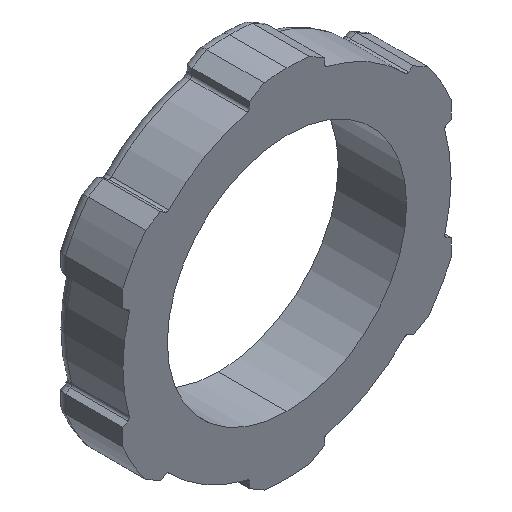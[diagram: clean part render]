
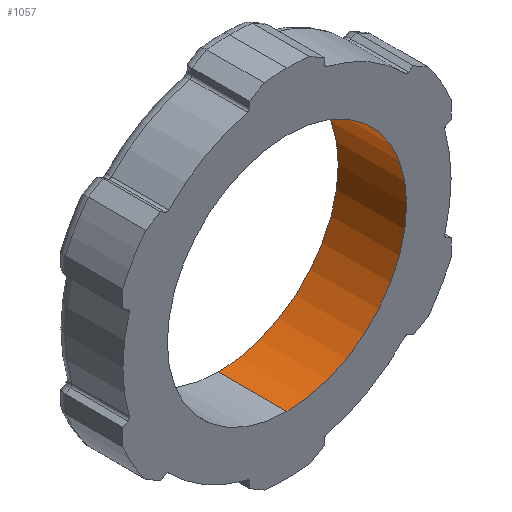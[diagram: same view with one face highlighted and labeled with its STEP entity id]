
A CAD part, isometric view. The second image highlights one B-rep face of the part: STEP entity #1057.
In plain terms, the highlighted cylindrical face has radius 8.75 mm (diameter 17.5 mm), a partial arc.
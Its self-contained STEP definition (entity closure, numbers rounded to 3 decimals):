
#11 = EDGE_CURVE ( 'NONE', #134, #2687, #2008, .T. ) ;
#134 = VERTEX_POINT ( 'NONE', #359 ) ;
#178 = CARTESIAN_POINT ( 'NONE',  ( 0., 0., -8.75 ) ) ;
#184 = DIRECTION ( 'NONE',  ( 0., 0., 1. ) ) ;
#265 = ORIENTED_EDGE ( 'NONE', *, *, #3017, .T. ) ;
#359 = CARTESIAN_POINT ( 'NONE',  ( 0., 0., 8.75 ) ) ;
#409 = DIRECTION ( 'NONE',  ( 0., 1., 0. ) ) ;
#436 = CARTESIAN_POINT ( 'NONE',  ( 0., 5., 8.75 ) ) ;
#451 = DIRECTION ( 'NONE',  ( 0., 1., 0. ) ) ;
#490 = AXIS2_PLACEMENT_3D ( 'NONE', #2914, #2942, #3130 ) ;
#607 = FACE_OUTER_BOUND ( 'NONE', #2174, .T. ) ;
#850 = CIRCLE ( 'NONE', #2421, 8.75 ) ;
#864 = CARTESIAN_POINT ( 'NONE',  ( 0., 5., 0. ) ) ;
#895 = ORIENTED_EDGE ( 'NONE', *, *, #11, .F. ) ;
#905 = EDGE_CURVE ( 'NONE', #134, #1142, #2447, .T. ) ;
#1045 = CARTESIAN_POINT ( 'NONE',  ( 0., 5., 8.75 ) ) ;
#1057 = ADVANCED_FACE ( 'NONE', ( #607 ), #3285, .F. ) ;
#1142 = VERTEX_POINT ( 'NONE', #436 ) ;
#1333 = VECTOR ( 'NONE', #1504, 1000. ) ;
#1427 = LINE ( 'NONE', #2802, #2937 ) ;
#1504 = DIRECTION ( 'NONE',  ( 0., 1., 0. ) ) ;
#1812 = DIRECTION ( 'NONE',  ( 0., 1., 0. ) ) ;
#2008 = CIRCLE ( 'NONE', #490, 8.75 ) ;
#2102 = AXIS2_PLACEMENT_3D ( 'NONE', #3000, #451, #184 ) ;
#2174 = EDGE_LOOP ( 'NONE', ( #2825, #895, #2702, #265 ) ) ;
#2257 = CARTESIAN_POINT ( 'NONE',  ( 0., 5., -8.75 ) ) ;
#2329 = EDGE_CURVE ( 'NONE', #2687, #2528, #1427, .T. ) ;
#2421 = AXIS2_PLACEMENT_3D ( 'NONE', #864, #409, #3055 ) ;
#2447 = LINE ( 'NONE', #1045, #1333 ) ;
#2528 = VERTEX_POINT ( 'NONE', #2257 ) ;
#2687 = VERTEX_POINT ( 'NONE', #178 ) ;
#2702 = ORIENTED_EDGE ( 'NONE', *, *, #905, .T. ) ;
#2802 = CARTESIAN_POINT ( 'NONE',  ( 0., 5., -8.75 ) ) ;
#2825 = ORIENTED_EDGE ( 'NONE', *, *, #2329, .F. ) ;
#2914 = CARTESIAN_POINT ( 'NONE',  ( 0., 0., 0. ) ) ;
#2937 = VECTOR ( 'NONE', #1812, 1000. ) ;
#2942 = DIRECTION ( 'NONE',  ( 0., 1., 0. ) ) ;
#3000 = CARTESIAN_POINT ( 'NONE',  ( 0., 5., 0. ) ) ;
#3017 = EDGE_CURVE ( 'NONE', #1142, #2528, #850, .T. ) ;
#3055 = DIRECTION ( 'NONE',  ( 0., 0., 1. ) ) ;
#3130 = DIRECTION ( 'NONE',  ( 0., 0., 1. ) ) ;
#3285 = CYLINDRICAL_SURFACE ( 'NONE', #2102, 8.75 ) ;
